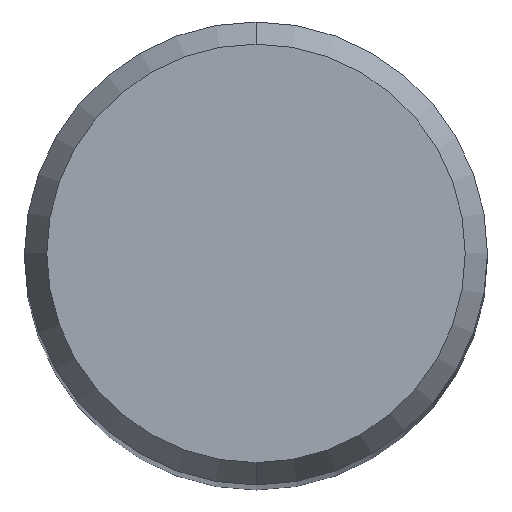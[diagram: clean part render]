
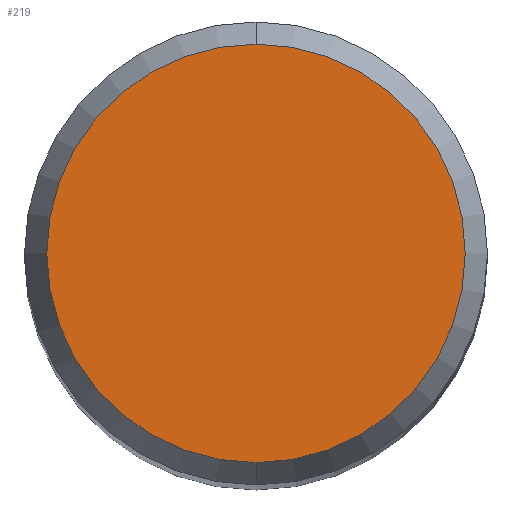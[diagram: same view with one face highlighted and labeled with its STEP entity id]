
A CAD part, top view. The second image highlights one B-rep face of the part: STEP entity #219.
In plain terms, the highlighted planar face has unit normal (0, 0, 1).
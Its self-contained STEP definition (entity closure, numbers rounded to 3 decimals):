
#119=VERTEX_POINT('',#272);
#137=EDGE_CURVE('',#119,#163,#294,.T.);
#163=VERTEX_POINT('',#323);
#165=EDGE_CURVE('',#163,#119,#325,.T.);
#219=ADVANCED_FACE('',(#385),#386,.T.);
#272=CARTESIAN_POINT('',(0.0,2.158,0.));
#294=CIRCLE('',#466,2.158);
#323=CARTESIAN_POINT('',(0.,-2.158,0.));
#325=CIRCLE('',#503,2.158);
#385=FACE_OUTER_BOUND('',#581,.T.);
#386=PLANE('',#582);
#466=AXIS2_PLACEMENT_3D('',#666,#667,#668);
#503=AXIS2_PLACEMENT_3D('',#696,#697,#698);
#581=EDGE_LOOP('',(#778,#779));
#582=AXIS2_PLACEMENT_3D('',#780,#781,#782);
#666=CARTESIAN_POINT('',(0.0,0.0,0.));
#667=DIRECTION('',(0.0,0.0,-1.0));
#668=DIRECTION('',(0.0,1.0,0.0));
#696=CARTESIAN_POINT('',(0.0,0.0,0.));
#697=DIRECTION('',(0.0,0.0,-1.0));
#698=DIRECTION('',(0.0,1.0,0.0));
#778=ORIENTED_EDGE('',*,*,#137,.F.);
#779=ORIENTED_EDGE('',*,*,#165,.F.);
#780=CARTESIAN_POINT('',(0.0,1.079,0.));
#781=DIRECTION('',(-0.0,0.0,1.0));
#782=DIRECTION('',(0.0,-1.0,0.0));
